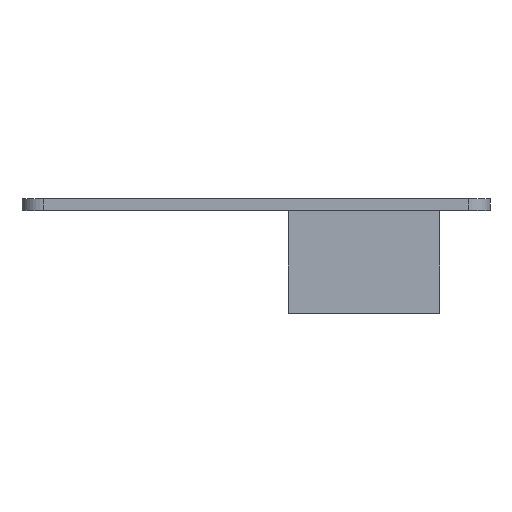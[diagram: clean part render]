
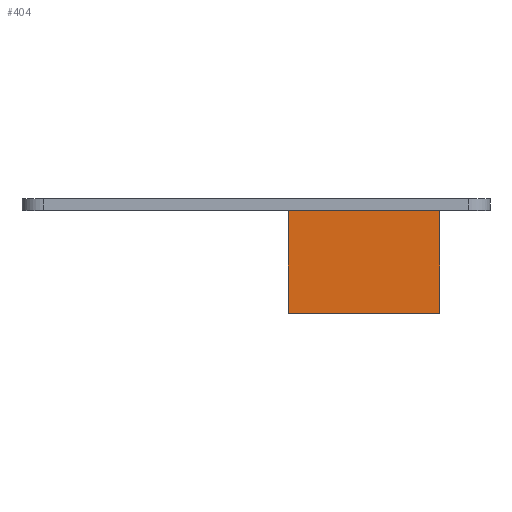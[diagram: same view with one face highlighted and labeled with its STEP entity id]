
A CAD part, top view. The second image highlights one B-rep face of the part: STEP entity #404.
In plain terms, the highlighted planar face has unit normal (0, 0, 1).
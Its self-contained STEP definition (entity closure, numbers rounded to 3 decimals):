
#29 = DIRECTION ( 'NONE',  ( -1., 0., 0. ) ) ;
#41 = CARTESIAN_POINT ( 'NONE',  ( 37., 0., 10. ) ) ;
#62 = LINE ( 'NONE', #674, #117 ) ;
#117 = VECTOR ( 'NONE', #126, 1000. ) ;
#126 = DIRECTION ( 'NONE',  ( 0., 1., 0. ) ) ;
#172 = DIRECTION ( 'NONE',  ( 0., 0., -1. ) ) ;
#178 = PLANE ( 'NONE',  #528 ) ;
#205 = VECTOR ( 'NONE', #29, 1000. ) ;
#214 = CARTESIAN_POINT ( 'NONE',  ( 58., -14.2, 10. ) ) ;
#224 = ORIENTED_EDGE ( 'NONE', *, *, #835, .F. ) ;
#225 = EDGE_CURVE ( 'NONE', #240, #927, #62, .T. ) ;
#240 = VERTEX_POINT ( 'NONE', #214 ) ;
#247 = CARTESIAN_POINT ( 'NONE',  ( 37., -14.2, 10. ) ) ;
#300 = DIRECTION ( 'NONE',  ( -1., 0., 0. ) ) ;
#380 = EDGE_LOOP ( 'NONE', ( #1053, #1068, #224, #857 ) ) ;
#404 = ADVANCED_FACE ( 'NONE', ( #706 ), #178, .F. ) ;
#446 = DIRECTION ( 'NONE',  ( -1., 0., 0. ) ) ;
#528 = AXIS2_PLACEMENT_3D ( 'NONE', #702, #172, #446 ) ;
#585 = CARTESIAN_POINT ( 'NONE',  ( 37., -14.2, 10. ) ) ;
#632 = LINE ( 'NONE', #721, #205 ) ;
#674 = CARTESIAN_POINT ( 'NONE',  ( 58., -14.2, 10. ) ) ;
#702 = CARTESIAN_POINT ( 'NONE',  ( 37., -14.2, 10. ) ) ;
#706 = FACE_OUTER_BOUND ( 'NONE', #380, .T. ) ;
#721 = CARTESIAN_POINT ( 'NONE',  ( 37., -14.2, 10. ) ) ;
#756 = VECTOR ( 'NONE', #1029, 1000. ) ;
#803 = CARTESIAN_POINT ( 'NONE',  ( 37., 0., 10. ) ) ;
#826 = VERTEX_POINT ( 'NONE', #803 ) ;
#835 = EDGE_CURVE ( 'NONE', #240, #887, #632, .T. ) ;
#857 = ORIENTED_EDGE ( 'NONE', *, *, #225, .T. ) ;
#869 = LINE ( 'NONE', #41, #1103 ) ;
#887 = VERTEX_POINT ( 'NONE', #585 ) ;
#889 = EDGE_CURVE ( 'NONE', #927, #826, #869, .T. ) ;
#927 = VERTEX_POINT ( 'NONE', #997 ) ;
#997 = CARTESIAN_POINT ( 'NONE',  ( 58., 0., 10. ) ) ;
#1029 = DIRECTION ( 'NONE',  ( 0., 1., 0. ) ) ;
#1053 = ORIENTED_EDGE ( 'NONE', *, *, #889, .T. ) ;
#1068 = ORIENTED_EDGE ( 'NONE', *, *, #1097, .F. ) ;
#1087 = LINE ( 'NONE', #247, #756 ) ;
#1097 = EDGE_CURVE ( 'NONE', #887, #826, #1087, .T. ) ;
#1103 = VECTOR ( 'NONE', #300, 1000. ) ;
